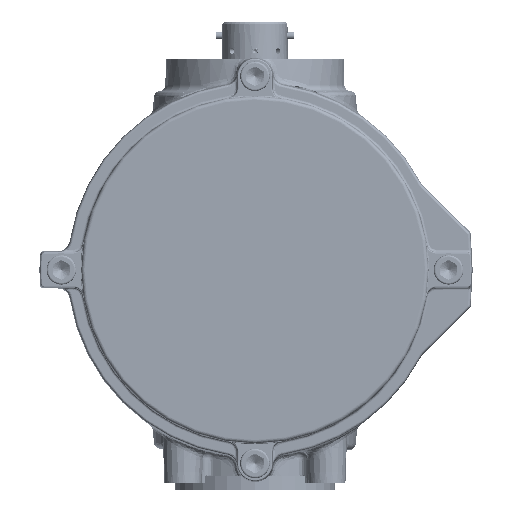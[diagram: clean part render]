
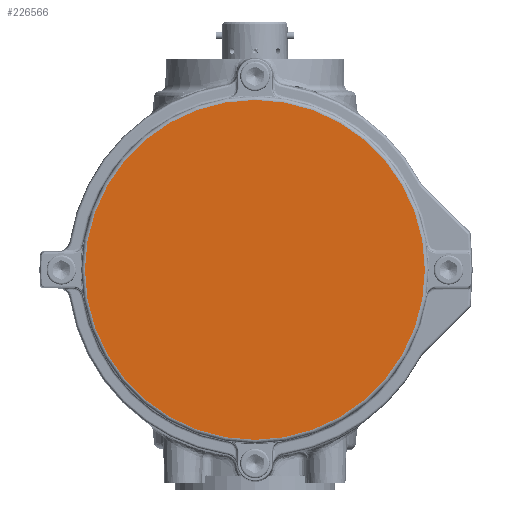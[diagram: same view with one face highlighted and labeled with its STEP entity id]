
A CAD part, front view. The second image highlights one B-rep face of the part: STEP entity #226566.
In plain terms, the highlighted planar face has unit normal (0, -1, 0).
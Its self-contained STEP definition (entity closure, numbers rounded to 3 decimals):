
#182514=CARTESIAN_POINT('',(0.,-253.5,-137.819));
#182515=VERTEX_POINT('',#182514);
#182534=CARTESIAN_POINT('',(0.,-253.5,137.819));
#182535=VERTEX_POINT('',#182534);
#182543=CARTESIAN_POINT('',(0.,-253.5,0.));
#182544=DIRECTION('',(0.0,1.0,0.0));
#182545=DIRECTION('',(0.0,0.0,1.0));
#182546=AXIS2_PLACEMENT_3D('',#182543,#182544,#182545);
#182547=CIRCLE('',#182546,137.819);
#182548=EDGE_CURVE('',#182515,#182535,#182547,.F.);
#182567=CARTESIAN_POINT('',(0.,-253.5,0.));
#182568=DIRECTION('',(0.0,1.0,0.0));
#182569=DIRECTION('',(0.0,0.0,1.0));
#182570=AXIS2_PLACEMENT_3D('',#182567,#182568,#182569);
#182571=CIRCLE('',#182570,137.819);
#182572=EDGE_CURVE('',#182535,#182515,#182571,.F.);
#226557=CARTESIAN_POINT('',(0.,-253.5,0.));
#226558=DIRECTION('',(0.0,1.0,0.0));
#226559=DIRECTION('',(0.0,0.0,1.0));
#226560=AXIS2_PLACEMENT_3D('',#226557,#226558,#226559);
#226561=PLANE('',#226560);
#226562=ORIENTED_EDGE('',*,*,#182548,.T.);
#226563=ORIENTED_EDGE('',*,*,#182572,.T.);
#226564=EDGE_LOOP('',(#226562,#226563));
#226565=FACE_OUTER_BOUND('',#226564,.T.);
#226566=ADVANCED_FACE('',(#226565),#226561,.F.);
